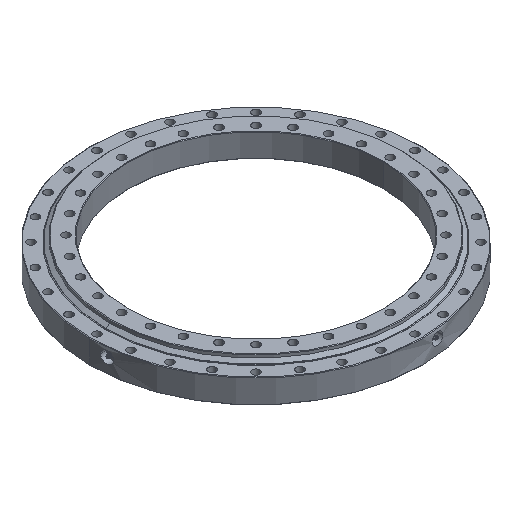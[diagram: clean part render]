
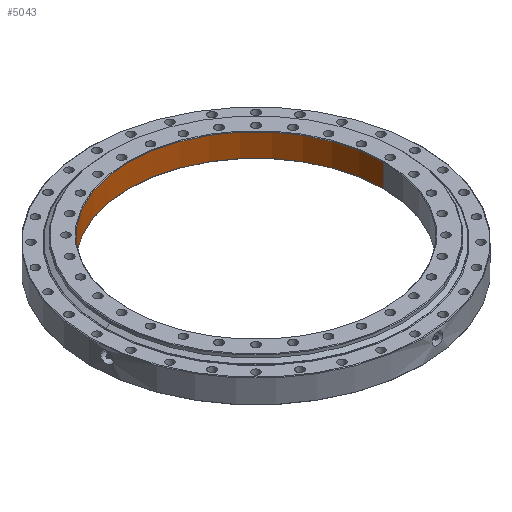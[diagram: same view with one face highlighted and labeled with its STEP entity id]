
A CAD part, isometric view. The second image highlights one B-rep face of the part: STEP entity #5043.
In plain terms, the highlighted cylindrical face has radius 236 mm (diameter 472 mm), a partial arc.
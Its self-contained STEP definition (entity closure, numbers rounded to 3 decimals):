
#48 = VERTEX_POINT ( 'NONE', #2387 ) ;
#279 = DIRECTION ( 'NONE',  ( 0., 0., -1. ) ) ;
#294 = CIRCLE ( 'NONE', #3463, 236. ) ;
#589 = LINE ( 'NONE', #7355, #6719 ) ;
#666 = AXIS2_PLACEMENT_3D ( 'NONE', #1473, #7305, #9001 ) ;
#1360 = DIRECTION ( 'NONE',  ( 0., 0., 1. ) ) ;
#1473 = CARTESIAN_POINT ( 'NONE',  ( 0., 0., 0. ) ) ;
#1866 = CARTESIAN_POINT ( 'NONE',  ( 0., 0., 27. ) ) ;
#2387 = CARTESIAN_POINT ( 'NONE',  ( 236., 0., -15.5 ) ) ;
#2709 = DIRECTION ( 'NONE',  ( -1., 0., 0. ) ) ;
#2793 = VECTOR ( 'NONE', #1360, 1000. ) ;
#2814 = EDGE_CURVE ( 'NONE', #10663, #9748, #8008, .T. ) ;
#2848 = VERTEX_POINT ( 'NONE', #6395 ) ;
#3005 = CARTESIAN_POINT ( 'NONE',  ( -236., 0., 0. ) ) ;
#3298 = CARTESIAN_POINT ( 'NONE',  ( -236., 0., 27. ) ) ;
#3463 = AXIS2_PLACEMENT_3D ( 'NONE', #5294, #279, #6123 ) ;
#3517 = EDGE_CURVE ( 'NONE', #10663, #48, #294, .T. ) ;
#3601 = ORIENTED_EDGE ( 'NONE', *, *, #4076, .T. ) ;
#4076 = EDGE_CURVE ( 'NONE', #48, #2848, #589, .T. ) ;
#5043 = ADVANCED_FACE ( 'NONE', ( #8012 ), #9959, .F. ) ;
#5294 = CARTESIAN_POINT ( 'NONE',  ( 0., 0., -15.5 ) ) ;
#6123 = DIRECTION ( 'NONE',  ( 1., 0., 0. ) ) ;
#6395 = CARTESIAN_POINT ( 'NONE',  ( 236., 0., 27. ) ) ;
#6719 = VECTOR ( 'NONE', #9861, 1000. ) ;
#7199 = EDGE_LOOP ( 'NONE', ( #8760, #7937, #3601, #8549 ) ) ;
#7206 = CIRCLE ( 'NONE', #9909, 236. ) ;
#7305 = DIRECTION ( 'NONE',  ( 0., 0., 1. ) ) ;
#7355 = CARTESIAN_POINT ( 'NONE',  ( 236., 0., 0. ) ) ;
#7378 = CARTESIAN_POINT ( 'NONE',  ( -236., 0., -15.5 ) ) ;
#7690 = DIRECTION ( 'NONE',  ( 0., 0., 1. ) ) ;
#7937 = ORIENTED_EDGE ( 'NONE', *, *, #3517, .T. ) ;
#8008 = LINE ( 'NONE', #3005, #2793 ) ;
#8012 = FACE_OUTER_BOUND ( 'NONE', #7199, .T. ) ;
#8549 = ORIENTED_EDGE ( 'NONE', *, *, #8801, .T. ) ;
#8760 = ORIENTED_EDGE ( 'NONE', *, *, #2814, .F. ) ;
#8801 = EDGE_CURVE ( 'NONE', #2848, #9748, #7206, .T. ) ;
#9001 = DIRECTION ( 'NONE',  ( 1., 0., 0. ) ) ;
#9748 = VERTEX_POINT ( 'NONE', #3298 ) ;
#9861 = DIRECTION ( 'NONE',  ( 0., 0., 1. ) ) ;
#9909 = AXIS2_PLACEMENT_3D ( 'NONE', #1866, #7690, #2709 ) ;
#9959 = CYLINDRICAL_SURFACE ( 'NONE', #666, 236. ) ;
#10663 = VERTEX_POINT ( 'NONE', #7378 ) ;
